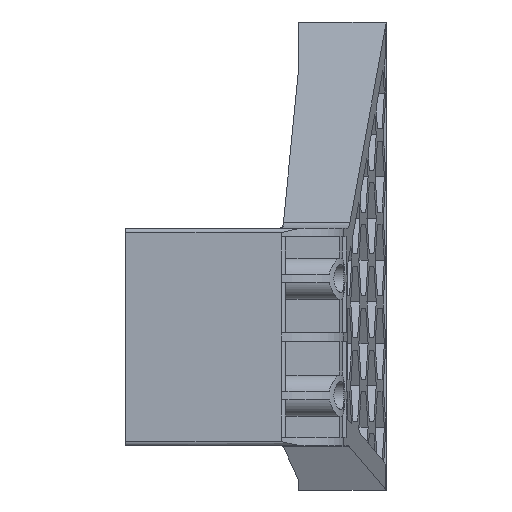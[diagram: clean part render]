
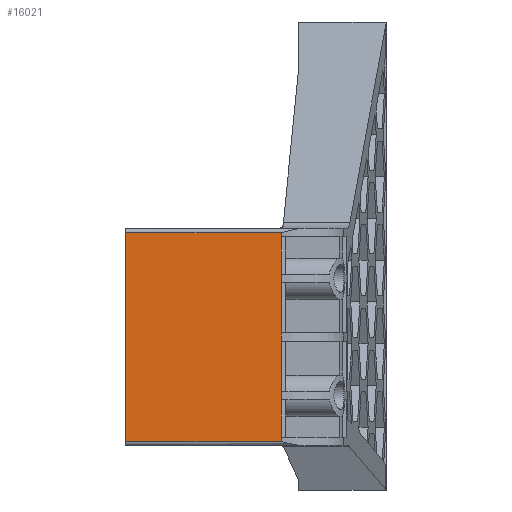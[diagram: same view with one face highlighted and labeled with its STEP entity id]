
A CAD part, left-side view. The second image highlights one B-rep face of the part: STEP entity #16021.
In plain terms, the highlighted planar face has unit normal (-1, 0, 0).
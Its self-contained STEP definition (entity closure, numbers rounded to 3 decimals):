
#98 = ORIENTED_EDGE ( 'NONE', *, *, #7933, .T. ) ;
#237 = ORIENTED_EDGE ( 'NONE', *, *, #20010, .T. ) ;
#333 = CARTESIAN_POINT ( 'NONE',  ( -67., 12.554, -28. ) ) ;
#1235 = CARTESIAN_POINT ( 'NONE',  ( -67., 12.5, 2.8 ) ) ;
#1356 = AXIS2_PLACEMENT_3D ( 'NONE', #13337, #13032, #3809 ) ;
#1390 = ORIENTED_EDGE ( 'NONE', *, *, #4751, .T. ) ;
#1732 = VERTEX_POINT ( 'NONE', #7421 ) ;
#1805 = EDGE_CURVE ( 'NONE', #8818, #17597, #18475, .T. ) ;
#1845 = EDGE_LOOP ( 'NONE', ( #18819, #9714, #7952, #18718, #1390, #7896, #98, #17809, #16142, #15967, #13815, #237 ) ) ;
#1889 = VERTEX_POINT ( 'NONE', #11272 ) ;
#1971 = CARTESIAN_POINT ( 'NONE',  ( -67., 12.554, -28. ) ) ;
#2133 = EDGE_CURVE ( 'NONE', #17597, #1889, #14019, .T. ) ;
#2264 = FACE_OUTER_BOUND ( 'NONE', #1845, .T. ) ;
#2715 = VECTOR ( 'NONE', #17923, 1000. ) ;
#2899 = CARTESIAN_POINT ( 'NONE',  ( -67., 12.554, -10.2 ) ) ;
#3113 = EDGE_CURVE ( 'NONE', #18632, #19230, #6285, .T. ) ;
#3360 = EDGE_CURVE ( 'NONE', #19230, #16745, #10460, .T. ) ;
#3576 = CARTESIAN_POINT ( 'NONE',  ( -67., 12.554, -21.7 ) ) ;
#3589 = VECTOR ( 'NONE', #8215, 1000. ) ;
#3809 = DIRECTION ( 'NONE',  ( 0., 0., -1. ) ) ;
#3810 = VECTOR ( 'NONE', #19882, 1000. ) ;
#4059 = LINE ( 'NONE', #8797, #19358 ) ;
#4169 = VERTEX_POINT ( 'NONE', #2899 ) ;
#4324 = CARTESIAN_POINT ( 'NONE',  ( -67., 12.554, -28. ) ) ;
#4486 = DIRECTION ( 'NONE',  ( 0., 0., 1. ) ) ;
#4553 = CARTESIAN_POINT ( 'NONE',  ( -67., 12.554, -2.2 ) ) ;
#4633 = LINE ( 'NONE', #17342, #10199 ) ;
#4750 = DIRECTION ( 'NONE',  ( 0., 0., 1. ) ) ;
#4751 = EDGE_CURVE ( 'NONE', #4169, #1732, #15995, .T. ) ;
#4837 = DIRECTION ( 'NONE',  ( 0., 0., 1. ) ) ;
#5119 = CARTESIAN_POINT ( 'NONE',  ( -67., 12.554, -28. ) ) ;
#5675 = CARTESIAN_POINT ( 'NONE',  ( -67., 12.554, -22.2 ) ) ;
#5907 = DIRECTION ( 'NONE',  ( 0., 0., 1. ) ) ;
#5985 = CARTESIAN_POINT ( 'NONE',  ( -67., 31.2, -22.2 ) ) ;
#6285 = LINE ( 'NONE', #1971, #18017 ) ;
#6849 = VECTOR ( 'NONE', #8860, 1000. ) ;
#7071 = DIRECTION ( 'NONE',  ( 0., 0., 1. ) ) ;
#7170 = CARTESIAN_POINT ( 'NONE',  ( -67., 12.554, 2.3 ) ) ;
#7421 = CARTESIAN_POINT ( 'NONE',  ( -67., 12.554, -9.2 ) ) ;
#7537 = CARTESIAN_POINT ( 'NONE',  ( -67., 12.5, -22.2 ) ) ;
#7896 = ORIENTED_EDGE ( 'NONE', *, *, #17634, .T. ) ;
#7933 = EDGE_CURVE ( 'NONE', #12914, #10021, #14651, .T. ) ;
#7952 = ORIENTED_EDGE ( 'NONE', *, *, #15609, .T. ) ;
#8215 = DIRECTION ( 'NONE',  ( 0., 0., 1. ) ) ;
#8328 = VECTOR ( 'NONE', #7071, 1000. ) ;
#8797 = CARTESIAN_POINT ( 'NONE',  ( -67., 12.554, -28. ) ) ;
#8818 = VERTEX_POINT ( 'NONE', #5675 ) ;
#8832 = VERTEX_POINT ( 'NONE', #5985 ) ;
#8860 = DIRECTION ( 'NONE',  ( 0., 0., 1. ) ) ;
#9021 = EDGE_CURVE ( 'NONE', #10021, #18632, #15710, .T. ) ;
#9714 = ORIENTED_EDGE ( 'NONE', *, *, #2133, .T. ) ;
#10021 = VERTEX_POINT ( 'NONE', #4553 ) ;
#10126 = CARTESIAN_POINT ( 'NONE',  ( -67., 12.554, -16.2 ) ) ;
#10199 = VECTOR ( 'NONE', #4837, 1000. ) ;
#10460 = LINE ( 'NONE', #1235, #3810 ) ;
#10571 = VECTOR ( 'NONE', #10991, 1000. ) ;
#10873 = CARTESIAN_POINT ( 'NONE',  ( -67., 12.554, -28. ) ) ;
#10991 = DIRECTION ( 'NONE',  ( 0., 0., 1. ) ) ;
#11061 = VECTOR ( 'NONE', #4486, 1000. ) ;
#11272 = CARTESIAN_POINT ( 'NONE',  ( -67., 12.554, -17.2 ) ) ;
#11397 = PLANE ( 'NONE',  #1356 ) ;
#11423 = CARTESIAN_POINT ( 'NONE',  ( -67., 31.2, 2.8 ) ) ;
#11585 = CARTESIAN_POINT ( 'NONE',  ( -67., 12.554, -28. ) ) ;
#12735 = DIRECTION ( 'NONE',  ( 0., 0., 1. ) ) ;
#12858 = CARTESIAN_POINT ( 'NONE',  ( -67., 12.554, -3.2 ) ) ;
#12914 = VERTEX_POINT ( 'NONE', #12858 ) ;
#12955 = VECTOR ( 'NONE', #4750, 1000. ) ;
#13032 = DIRECTION ( 'NONE',  ( 1., 0., 0. ) ) ;
#13337 = CARTESIAN_POINT ( 'NONE',  ( -67., 12.5, 28. ) ) ;
#13552 = CARTESIAN_POINT ( 'NONE',  ( -67., 12.554, 2.8 ) ) ;
#13778 = DIRECTION ( 'NONE',  ( 0., -1., 0. ) ) ;
#13815 = ORIENTED_EDGE ( 'NONE', *, *, #15985, .F. ) ;
#13828 = VECTOR ( 'NONE', #13778, 1000. ) ;
#14019 = LINE ( 'NONE', #20049, #11061 ) ;
#14376 = VERTEX_POINT ( 'NONE', #10126 ) ;
#14651 = LINE ( 'NONE', #11585, #8328 ) ;
#15102 = LINE ( 'NONE', #7537, #13828 ) ;
#15609 = EDGE_CURVE ( 'NONE', #1889, #14376, #4059, .T. ) ;
#15710 = LINE ( 'NONE', #333, #12955 ) ;
#15909 = CARTESIAN_POINT ( 'NONE',  ( -67., 12.554, -28. ) ) ;
#15967 = ORIENTED_EDGE ( 'NONE', *, *, #3360, .T. ) ;
#15985 = EDGE_CURVE ( 'NONE', #8832, #16745, #4633, .T. ) ;
#15995 = LINE ( 'NONE', #10873, #3589 ) ;
#16021 = ADVANCED_FACE ( 'NONE', ( #2264 ), #11397, .F. ) ;
#16142 = ORIENTED_EDGE ( 'NONE', *, *, #3113, .T. ) ;
#16745 = VERTEX_POINT ( 'NONE', #11423 ) ;
#17018 = EDGE_CURVE ( 'NONE', #14376, #4169, #20103, .T. ) ;
#17342 = CARTESIAN_POINT ( 'NONE',  ( -67., 31.2, -22.2 ) ) ;
#17597 = VERTEX_POINT ( 'NONE', #3576 ) ;
#17634 = EDGE_CURVE ( 'NONE', #1732, #12914, #17726, .T. ) ;
#17726 = LINE ( 'NONE', #5119, #2715 ) ;
#17809 = ORIENTED_EDGE ( 'NONE', *, *, #9021, .T. ) ;
#17923 = DIRECTION ( 'NONE',  ( 0., 0., 1. ) ) ;
#18017 = VECTOR ( 'NONE', #12735, 1000. ) ;
#18475 = LINE ( 'NONE', #4324, #6849 ) ;
#18632 = VERTEX_POINT ( 'NONE', #7170 ) ;
#18718 = ORIENTED_EDGE ( 'NONE', *, *, #17018, .T. ) ;
#18819 = ORIENTED_EDGE ( 'NONE', *, *, #1805, .T. ) ;
#19230 = VERTEX_POINT ( 'NONE', #13552 ) ;
#19358 = VECTOR ( 'NONE', #5907, 1000. ) ;
#19882 = DIRECTION ( 'NONE',  ( 0., 1., 0. ) ) ;
#20010 = EDGE_CURVE ( 'NONE', #8832, #8818, #15102, .T. ) ;
#20049 = CARTESIAN_POINT ( 'NONE',  ( -67., 12.554, -28. ) ) ;
#20103 = LINE ( 'NONE', #15909, #10571 ) ;
